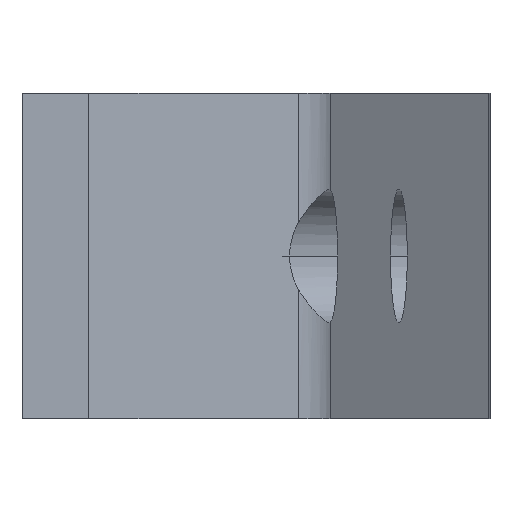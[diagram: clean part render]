
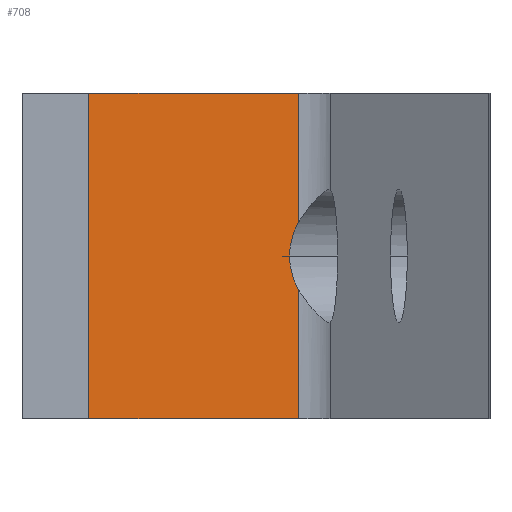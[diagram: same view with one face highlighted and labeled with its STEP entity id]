
A CAD part, left-side view. The second image highlights one B-rep face of the part: STEP entity #708.
In plain terms, the highlighted planar face has unit normal (-0.707, -0.707, 0).
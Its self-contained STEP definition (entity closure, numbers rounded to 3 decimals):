
#57=CARTESIAN_POINT('Line Origine',(-289.076,-4.,307.5)) ;
#61=CARTESIAN_POINT('Vertex',(-289.076,-4.,314.8)) ;
#63=CARTESIAN_POINT('Vertex',(-289.076,-4.,300.2)) ;
#533=CARTESIAN_POINT('Vertex',(-279.683,-13.393,306.015)) ;
#555=CARTESIAN_POINT('Vertex',(-280.076,-13.,307.5)) ;
#559=CARTESIAN_POINT('Control Point',(-280.076,-13.,307.5)) ;
#560=CARTESIAN_POINT('Control Point',(-280.076,-13.,307.096)) ;
#561=CARTESIAN_POINT('Control Point',(-280.002,-13.074,306.691)) ;
#562=CARTESIAN_POINT('Control Point',(-279.862,-13.214,306.33)) ;
#563=CARTESIAN_POINT('Control Point',(-279.683,-13.393,306.015)) ;
#583=CARTESIAN_POINT('Vertex',(-279.683,-13.393,300.2)) ;
#593=CARTESIAN_POINT('Line Origine',(-279.683,-13.393,307.5)) ;
#612=CARTESIAN_POINT('Vertex',(-279.683,-13.393,308.985)) ;
#618=CARTESIAN_POINT('Control Point',(-280.076,-13.,307.5)) ;
#619=CARTESIAN_POINT('Control Point',(-280.076,-13.,307.904)) ;
#620=CARTESIAN_POINT('Control Point',(-280.002,-13.074,308.309)) ;
#621=CARTESIAN_POINT('Control Point',(-279.862,-13.214,308.67)) ;
#622=CARTESIAN_POINT('Control Point',(-279.683,-13.393,308.985)) ;
#677=CARTESIAN_POINT('Axis2P3D Location',(-289.076,-4.,300.)) ;
#682=CARTESIAN_POINT('Line Origine',(-279.683,-13.393,311.892)) ;
#686=CARTESIAN_POINT('Vertex',(-279.683,-13.393,314.8)) ;
#689=CARTESIAN_POINT('Line Origine',(-284.379,-8.697,314.8)) ;
#694=CARTESIAN_POINT('Line Origine',(-284.379,-8.697,300.2)) ;
#58=DIRECTION('Vector Direction',(0.,0.,-1.)) ;
#594=DIRECTION('Vector Direction',(0.,0.,-1.)) ;
#678=DIRECTION('Axis2P3D Direction',(0.707,0.707,0.)) ;
#679=DIRECTION('Axis2P3D XDirection',(0.707,-0.707,0.)) ;
#683=DIRECTION('Vector Direction',(0.,0.,-1.)) ;
#690=DIRECTION('Vector Direction',(0.707,-0.707,0.)) ;
#695=DIRECTION('Vector Direction',(0.707,-0.707,0.)) ;
#680=AXIS2_PLACEMENT_3D('Plane Axis2P3D',#677,#678,#679) ;
#700=ORIENTED_EDGE('',*,*,#688,.F.) ;
#701=ORIENTED_EDGE('',*,*,#693,.T.) ;
#702=ORIENTED_EDGE('',*,*,#65,.T.) ;
#703=ORIENTED_EDGE('',*,*,#698,.F.) ;
#704=ORIENTED_EDGE('',*,*,#597,.F.) ;
#705=ORIENTED_EDGE('',*,*,#564,.F.) ;
#706=ORIENTED_EDGE('',*,*,#623,.T.) ;
#59=VECTOR('Line Direction',#58,1.) ;
#595=VECTOR('Line Direction',#594,1.) ;
#684=VECTOR('Line Direction',#683,1.) ;
#691=VECTOR('Line Direction',#690,1.) ;
#696=VECTOR('Line Direction',#695,1.) ;
#708=ADVANCED_FACE('Corps principal',(#707),#681,.F.) ;
#558=B_SPLINE_CURVE_WITH_KNOTS('',4,(#559,#560,#561,#562,#563),.UNSPECIFIED.,.F.,.U.,(5,5),(0.,2.287),.UNSPECIFIED.) ;
#617=B_SPLINE_CURVE_WITH_KNOTS('',4,(#618,#619,#620,#621,#622),.UNSPECIFIED.,.F.,.U.,(5,5),(0.,2.287),.UNSPECIFIED.) ;
#65=EDGE_CURVE('',#62,#64,#60,.T.) ;
#564=EDGE_CURVE('',#556,#534,#558,.T.) ;
#597=EDGE_CURVE('',#534,#584,#596,.T.) ;
#623=EDGE_CURVE('',#556,#613,#617,.T.) ;
#688=EDGE_CURVE('',#687,#613,#685,.T.) ;
#693=EDGE_CURVE('',#687,#62,#692,.F.) ;
#698=EDGE_CURVE('',#584,#64,#697,.F.) ;
#699=EDGE_LOOP('',(#700,#701,#702,#703,#704,#705,#706)) ;
#707=FACE_OUTER_BOUND('',#699,.T.) ;
#60=LINE('Line',#57,#59) ;
#596=LINE('Line',#593,#595) ;
#685=LINE('Line',#682,#684) ;
#692=LINE('Line',#689,#691) ;
#697=LINE('Line',#694,#696) ;
#681=PLANE('',#680) ;
#62=VERTEX_POINT('',#61) ;
#64=VERTEX_POINT('',#63) ;
#534=VERTEX_POINT('',#533) ;
#556=VERTEX_POINT('',#555) ;
#584=VERTEX_POINT('',#583) ;
#613=VERTEX_POINT('',#612) ;
#687=VERTEX_POINT('',#686) ;
